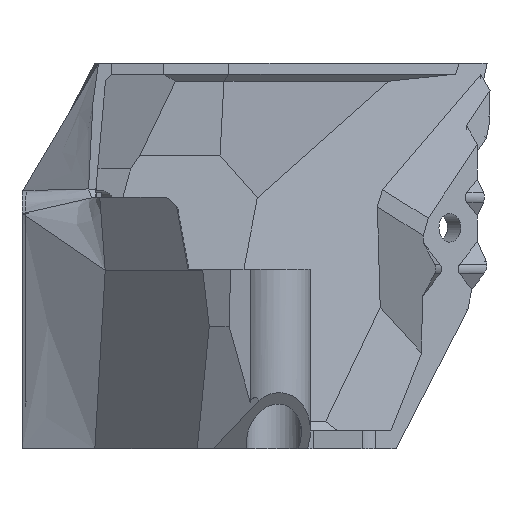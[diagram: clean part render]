
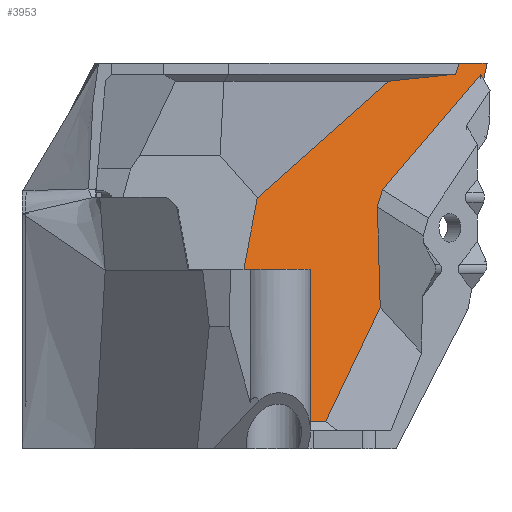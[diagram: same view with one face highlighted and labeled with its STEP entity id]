
A CAD part, left-side view. The second image highlights one B-rep face of the part: STEP entity #3953.
In plain terms, the highlighted planar face has unit normal (-0.865, -0.499, 0.043).
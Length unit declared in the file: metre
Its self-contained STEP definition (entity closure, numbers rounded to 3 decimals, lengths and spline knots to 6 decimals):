
#697=ORIENTED_EDGE('',*,*,#1442,.T.);
#698=ORIENTED_EDGE('',*,*,#1493,.T.);
#699=ORIENTED_EDGE('',*,*,#1490,.T.);
#700=ORIENTED_EDGE('',*,*,#1492,.T.);
#701=ORIENTED_EDGE('',*,*,#1515,.T.);
#702=ORIENTED_EDGE('',*,*,#1525,.T.);
#703=ORIENTED_EDGE('',*,*,#1520,.F.);
#704=ORIENTED_EDGE('',*,*,#1541,.T.);
#705=ORIENTED_EDGE('',*,*,#1506,.T.);
#706=ORIENTED_EDGE('',*,*,#1504,.T.);
#707=ORIENTED_EDGE('',*,*,#1495,.T.);
#708=ORIENTED_EDGE('',*,*,#1405,.T.);
#709=ORIENTED_EDGE('',*,*,#1624,.T.);
#1405=EDGE_CURVE('',#1966,#1965,#2313,.T.);
#1442=EDGE_CURVE('',#1995,#1994,#2344,.T.);
#1490=EDGE_CURVE('',#2026,#2030,#2386,.T.);
#1492=EDGE_CURVE('',#2030,#2031,#2388,.T.);
#1493=EDGE_CURVE('',#1994,#2026,#2389,.T.);
#1495=EDGE_CURVE('',#2032,#1966,#2391,.T.);
#1504=EDGE_CURVE('',#2035,#2032,#2400,.T.);
#1506=EDGE_CURVE('',#2037,#2035,#2402,.T.);
#1515=EDGE_CURVE('',#2031,#2042,#2410,.T.);
#1520=EDGE_CURVE('',#2044,#2045,#2415,.T.);
#1525=EDGE_CURVE('',#2042,#2045,#2420,.T.);
#1541=EDGE_CURVE('',#2044,#2037,#2433,.T.);
#1624=EDGE_CURVE('',#1965,#1995,#2502,.T.);
#1965=VERTEX_POINT('',#5655);
#1966=VERTEX_POINT('',#5657);
#1994=VERTEX_POINT('',#5733);
#1995=VERTEX_POINT('',#5735);
#2026=VERTEX_POINT('',#5824);
#2030=VERTEX_POINT('',#5832);
#2031=VERTEX_POINT('',#5836);
#2032=VERTEX_POINT('',#5843);
#2035=VERTEX_POINT('',#5855);
#2037=VERTEX_POINT('',#5862);
#2042=VERTEX_POINT('',#5878);
#2044=VERTEX_POINT('',#5887);
#2045=VERTEX_POINT('',#5889);
#2313=LINE('',#5656,#2799);
#2344=LINE('',#5734,#2830);
#2386=LINE('',#5833,#2872);
#2388=LINE('',#5837,#2874);
#2389=LINE('',#5839,#2875);
#2391=LINE('',#5842,#2877);
#2400=LINE('',#5858,#2886);
#2402=LINE('',#5861,#2888);
#2410=LINE('',#5879,#2896);
#2415=LINE('',#5888,#2901);
#2420=LINE('',#5897,#2906);
#2433=LINE('',#5932,#2919);
#2502=LINE('',#6099,#2988);
#2799=VECTOR('',#4550,1.);
#2830=VECTOR('',#4609,1.);
#2872=VECTOR('',#4693,1.);
#2874=VECTOR('',#4697,1.);
#2875=VECTOR('',#4700,1.);
#2877=VECTOR('',#4704,1.);
#2886=VECTOR('',#4717,1.);
#2888=VECTOR('',#4721,1.);
#2896=VECTOR('',#4737,1.);
#2901=VECTOR('',#4746,1.);
#2906=VECTOR('',#4753,1.);
#2919=VECTOR('',#4786,1.);
#2988=VECTOR('',#4947,1.);
#3312=EDGE_LOOP('',(#697,#698,#699,#700,#701,#702,#703,#704,#705,#706,#707,
#708,#709));
#3549=FACE_BOUND('',#3312,.T.);
#3761=PLANE('',#4249);
#3953=ADVANCED_FACE('',(#3549),#3761,.T.);
#4249=AXIS2_PLACEMENT_3D('',#6098,#4945,#4946);
#4550=DIRECTION('',(-0.033,-0.028,-0.999));
#4609=DIRECTION('',(-0.5,0.866,0.));
#4693=DIRECTION('',(-0.501,0.86,-0.094));
#4697=DIRECTION('',(-0.421,0.678,-0.602));
#4700=DIRECTION('',(-0.233,0.326,-0.916));
#4704=DIRECTION('',(0.381,-0.599,0.704));
#4717=DIRECTION('',(0.209,-0.282,0.936));
#4721=DIRECTION('',(0.033,0.028,0.999));
#4737=DIRECTION('',(-0.154,0.184,-0.971));
#4746=DIRECTION('',(-0.5,0.866,0.));
#4753=DIRECTION('',(0.485,-0.856,-0.179));
#4786=DIRECTION('',(0.282,-0.414,0.866));
#4945=DIRECTION('',(-0.865,-0.499,0.043));
#4946=DIRECTION('',(-0.5,0.866,0.));
#4947=DIRECTION('',(0.164,-0.202,0.966));
#5655=CARTESIAN_POINT('',(0.038941,-0.033126,0.039021));
#5656=CARTESIAN_POINT('',(0.038691,-0.033335,0.031555));
#5657=CARTESIAN_POINT('',(0.039002,-0.033075,0.040832));
#5733=CARTESIAN_POINT('',(0.037704,-0.030721,0.042059));
#5734=CARTESIAN_POINT('',(0.022417,-0.004234,0.042059));
#5735=CARTESIAN_POINT('',(0.039458,-0.03376,0.042059));
#5824=CARTESIAN_POINT('',(0.037398,-0.030294,0.040858));
#5832=CARTESIAN_POINT('',(0.033166,-0.023029,0.040066));
#5833=CARTESIAN_POINT('',(0.022065,-0.003974,0.037987));
#5836=CARTESIAN_POINT('',(0.024276,-0.008718,0.027358));
#5837=CARTESIAN_POINT('',(0.023116,-0.006852,0.025701));
#5839=CARTESIAN_POINT('',(0.034148,-0.02576,0.028103));
#5842=CARTESIAN_POINT('',(0.028715,-0.016886,0.021818));
#5843=CARTESIAN_POINT('',(0.032197,-0.022366,0.028255));
#5855=CARTESIAN_POINT('',(0.031777,-0.0218,0.026376));
#5858=CARTESIAN_POINT('',(0.030565,-0.020166,0.020959));
#5861=CARTESIAN_POINT('',(0.031614,-0.021936,0.021519));
#5862=CARTESIAN_POINT('',(0.031411,-0.022106,0.015452));
#5878=CARTESIAN_POINT('',(0.020403,-0.004102,0.003));
#5879=CARTESIAN_POINT('',(0.024563,-0.00906,0.029163));
#5887=CARTESIAN_POINT('',(0.027361,-0.016159,0.002999));
#5888=CARTESIAN_POINT('',(0.020037,-0.003468,0.002999));
#5889=CARTESIAN_POINT('',(0.020405,-0.004106,0.002999));
#5897=CARTESIAN_POINT('',(0.018504,-0.000753,0.003699));
#5932=CARTESIAN_POINT('',(0.029558,-0.019385,0.009753));
#6098=CARTESIAN_POINT('',(0.022952,-0.00702,0.020442));
#6099=CARTESIAN_POINT('',(0.036801,-0.030499,0.026442));
